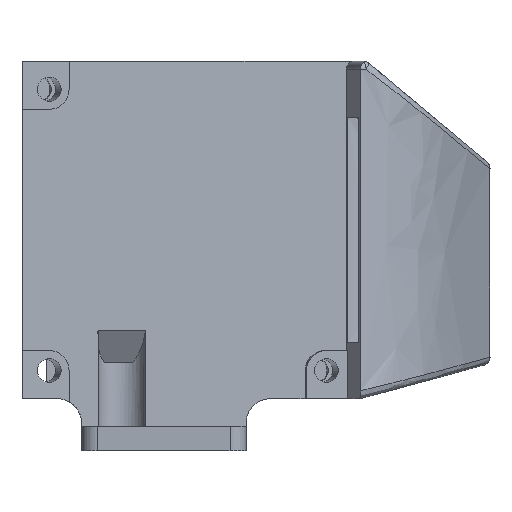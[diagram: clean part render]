
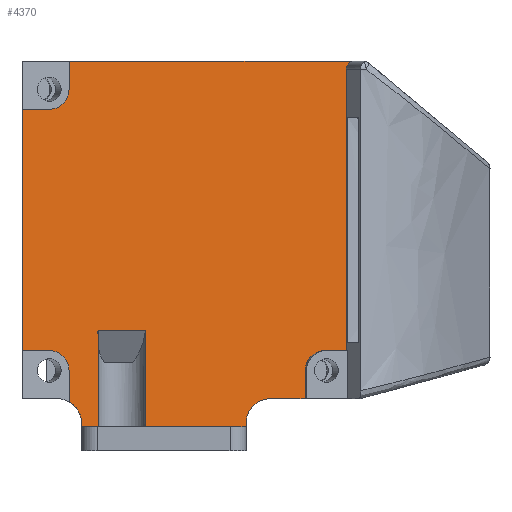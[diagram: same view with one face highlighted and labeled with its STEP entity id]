
A CAD part, left-side view. The second image highlights one B-rep face of the part: STEP entity #4370.
In plain terms, the highlighted planar face has unit normal (-0.985, -0.174, 0).
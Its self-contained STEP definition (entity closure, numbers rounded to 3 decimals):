
#237=PLANE('',#4660);
#379=FACE_OUTER_BOUND('',#627,.T.);
#627=EDGE_LOOP('',(#3089,#3090,#3091,#3092,#3093,#3094,#3095,#3096,#3097,
#3098,#3099,#3100,#3101,#3102,#3103,#3104,#3105,#3106,#3107,#3108,#3109,
#3110,#3111,#3112,#3113));
#902=CIRCLE('',#4661,2.5);
#903=CIRCLE('',#4662,1.);
#904=CIRCLE('',#4663,2.5);
#905=CIRCLE('',#4664,2.5);
#1012=LINE('',#6088,#1419);
#1020=LINE('',#6105,#1427);
#1074=LINE('',#6260,#1481);
#1078=LINE('',#6271,#1485);
#1079=LINE('',#6278,#1486);
#1081=LINE('',#6286,#1488);
#1082=LINE('',#6287,#1489);
#1083=LINE('',#6288,#1490);
#1084=LINE('',#6290,#1491);
#1085=LINE('',#6294,#1492);
#1086=LINE('',#6296,#1493);
#1087=LINE('',#6300,#1494);
#1088=LINE('',#6302,#1495);
#1089=LINE('',#6306,#1496);
#1090=LINE('',#6308,#1497);
#1091=LINE('',#6310,#1498);
#1092=LINE('',#6313,#1499);
#1093=LINE('',#6315,#1500);
#1094=LINE('',#6316,#1501);
#1419=VECTOR('',#4977,10.);
#1427=VECTOR('',#4987,10.);
#1481=VECTOR('',#5121,10.);
#1485=VECTOR('',#5131,10.);
#1486=VECTOR('',#5140,10.);
#1488=VECTOR('',#5148,10.);
#1489=VECTOR('',#5149,10.);
#1490=VECTOR('',#5150,10.);
#1491=VECTOR('',#5151,10.);
#1492=VECTOR('',#5154,10.);
#1493=VECTOR('',#5155,10.);
#1494=VECTOR('',#5158,10.);
#1495=VECTOR('',#5159,10.);
#1496=VECTOR('',#5162,10.);
#1497=VECTOR('',#5163,10.);
#1498=VECTOR('',#5164,10.);
#1499=VECTOR('',#5167,10.);
#1500=VECTOR('',#5168,10.);
#1501=VECTOR('',#5169,10.);
#1822=ELLIPSE('',#4606,3.046,3.);
#1830=ELLIPSE('',#4621,3.046,3.);
#1849=VERTEX_POINT('',#6070);
#1850=VERTEX_POINT('',#6072);
#1856=VERTEX_POINT('',#6086);
#1863=VERTEX_POINT('',#6102);
#1864=VERTEX_POINT('',#6104);
#1897=VERTEX_POINT('',#6177);
#1925=VERTEX_POINT('',#6259);
#1926=VERTEX_POINT('',#6264);
#1929=VERTEX_POINT('',#6269);
#1930=VERTEX_POINT('',#6275);
#1931=VERTEX_POINT('',#6276);
#1934=VERTEX_POINT('',#6285);
#1935=VERTEX_POINT('',#6289);
#1936=VERTEX_POINT('',#6291);
#1937=VERTEX_POINT('',#6293);
#1938=VERTEX_POINT('',#6295);
#1939=VERTEX_POINT('',#6297);
#1940=VERTEX_POINT('',#6299);
#1941=VERTEX_POINT('',#6301);
#1942=VERTEX_POINT('',#6303);
#1943=VERTEX_POINT('',#6305);
#1944=VERTEX_POINT('',#6307);
#1945=VERTEX_POINT('',#6309);
#1946=VERTEX_POINT('',#6311);
#1947=VERTEX_POINT('',#6314);
#2284=EDGE_CURVE('',#1850,#1849,#1822,.F.);
#2292=EDGE_CURVE('',#1856,#1849,#1012,.T.);
#2300=EDGE_CURVE('',#1863,#1864,#1020,.T.);
#2336=EDGE_CURVE('',#1864,#1897,#1830,.T.);
#2378=EDGE_CURVE('',#1925,#1897,#1074,.T.);
#2384=EDGE_CURVE('',#1929,#1926,#1078,.T.);
#2387=EDGE_CURVE('',#1930,#1931,#1079,.T.);
#2390=EDGE_CURVE('',#1929,#1934,#1081,.T.);
#2391=EDGE_CURVE('',#1931,#1934,#1082,.T.);
#2392=EDGE_CURVE('',#1925,#1930,#1083,.T.);
#2393=EDGE_CURVE('',#1863,#1935,#1084,.T.);
#2394=EDGE_CURVE('',#1935,#1936,#902,.T.);
#2395=EDGE_CURVE('',#1936,#1937,#1085,.T.);
#2396=EDGE_CURVE('',#1937,#1938,#1086,.T.);
#2397=EDGE_CURVE('',#1939,#1938,#903,.F.);
#2398=EDGE_CURVE('',#1940,#1939,#1087,.T.);
#2399=EDGE_CURVE('',#1940,#1941,#1088,.T.);
#2400=EDGE_CURVE('',#1941,#1942,#904,.T.);
#2401=EDGE_CURVE('',#1942,#1943,#1089,.T.);
#2402=EDGE_CURVE('',#1944,#1943,#1090,.T.);
#2403=EDGE_CURVE('',#1944,#1945,#1091,.T.);
#2404=EDGE_CURVE('',#1945,#1946,#905,.T.);
#2405=EDGE_CURVE('',#1946,#1850,#1092,.T.);
#2406=EDGE_CURVE('',#1947,#1856,#1093,.T.);
#2407=EDGE_CURVE('',#1947,#1926,#1094,.T.);
#3089=ORIENTED_EDGE('',*,*,#2390,.T.);
#3090=ORIENTED_EDGE('',*,*,#2391,.F.);
#3091=ORIENTED_EDGE('',*,*,#2387,.F.);
#3092=ORIENTED_EDGE('',*,*,#2392,.F.);
#3093=ORIENTED_EDGE('',*,*,#2378,.T.);
#3094=ORIENTED_EDGE('',*,*,#2336,.F.);
#3095=ORIENTED_EDGE('',*,*,#2300,.F.);
#3096=ORIENTED_EDGE('',*,*,#2393,.T.);
#3097=ORIENTED_EDGE('',*,*,#2394,.T.);
#3098=ORIENTED_EDGE('',*,*,#2395,.T.);
#3099=ORIENTED_EDGE('',*,*,#2396,.T.);
#3100=ORIENTED_EDGE('',*,*,#2397,.F.);
#3101=ORIENTED_EDGE('',*,*,#2398,.F.);
#3102=ORIENTED_EDGE('',*,*,#2399,.T.);
#3103=ORIENTED_EDGE('',*,*,#2400,.T.);
#3104=ORIENTED_EDGE('',*,*,#2401,.T.);
#3105=ORIENTED_EDGE('',*,*,#2402,.F.);
#3106=ORIENTED_EDGE('',*,*,#2403,.T.);
#3107=ORIENTED_EDGE('',*,*,#2404,.T.);
#3108=ORIENTED_EDGE('',*,*,#2405,.T.);
#3109=ORIENTED_EDGE('',*,*,#2284,.T.);
#3110=ORIENTED_EDGE('',*,*,#2292,.F.);
#3111=ORIENTED_EDGE('',*,*,#2406,.F.);
#3112=ORIENTED_EDGE('',*,*,#2407,.T.);
#3113=ORIENTED_EDGE('',*,*,#2384,.F.);
#4370=ADVANCED_FACE('',(#379),#237,.T.);
#4606=AXIS2_PLACEMENT_3D('',#6073,#4964,#4965);
#4621=AXIS2_PLACEMENT_3D('',#6178,#5037,#5038);
#4660=AXIS2_PLACEMENT_3D('',#6284,#5146,#5147);
#4661=AXIS2_PLACEMENT_3D('',#6292,#5152,#5153);
#4662=AXIS2_PLACEMENT_3D('',#6298,#5156,#5157);
#4663=AXIS2_PLACEMENT_3D('',#6304,#5160,#5161);
#4664=AXIS2_PLACEMENT_3D('',#6312,#5165,#5166);
#4964=DIRECTION('center_axis',(-0.985,-0.174,0.));
#4965=DIRECTION('ref_axis',(0.174,-0.985,0.));
#4977=DIRECTION('',(0.,0.,1.));
#4987=DIRECTION('',(-0.174,0.985,0.));
#5037=DIRECTION('center_axis',(-0.985,-0.174,0.));
#5038=DIRECTION('ref_axis',(-0.174,0.985,0.));
#5121=DIRECTION('',(0.,0.,1.));
#5131=DIRECTION('',(-0.174,0.985,0.));
#5140=DIRECTION('',(-0.174,0.985,0.));
#5146=DIRECTION('center_axis',(-0.985,-0.174,0.));
#5147=DIRECTION('ref_axis',(-0.174,0.985,0.));
#5148=DIRECTION('',(0.,0.,-1.));
#5149=DIRECTION('',(-0.174,0.985,0.));
#5150=DIRECTION('',(-0.174,0.985,0.));
#5151=DIRECTION('',(0.,0.,1.));
#5152=DIRECTION('center_axis',(0.985,0.174,0.));
#5153=DIRECTION('ref_axis',(0.,0.,1.));
#5154=DIRECTION('',(0.174,-0.985,0.));
#5155=DIRECTION('',(0.,0.,1.));
#5156=DIRECTION('center_axis',(0.985,0.174,0.));
#5157=DIRECTION('ref_axis',(-0.123,0.696,0.707));
#5158=DIRECTION('',(0.174,-0.985,0.));
#5159=DIRECTION('',(0.,0.,-1.));
#5160=DIRECTION('center_axis',(0.985,0.174,0.));
#5161=DIRECTION('ref_axis',(0.,0.,
-1.));
#5162=DIRECTION('',(-0.174,0.985,0.));
#5163=DIRECTION('',(0.,0.,1.));
#5164=DIRECTION('',(0.174,-0.985,0.));
#5165=DIRECTION('center_axis',(0.985,0.174,0.));
#5166=DIRECTION('ref_axis',(0.174,-0.985,0.));
#5167=DIRECTION('',(0.,0.,-1.));
#5168=DIRECTION('',(-0.174,0.985,0.));
#5169=DIRECTION('',(0.,0.,1.));
#6070=CARTESIAN_POINT('',(-28.442,-4.4,19.5));
#6072=CARTESIAN_POINT('',(-28.746,-2.678,22.214));
#6073=CARTESIAN_POINT('Origin',(-28.971,-1.4,19.5));
#6086=CARTESIAN_POINT('',(-28.442,-4.4,19.));
#6088=CARTESIAN_POINT('',(-28.442,-4.4,16.));
#6102=CARTESIAN_POINT('',(-23.536,-32.222,22.5));
#6104=CARTESIAN_POINT('',(-24.303,-27.875,22.5));
#6105=CARTESIAN_POINT('',(-28.746,-2.678,22.5));
#6177=CARTESIAN_POINT('',(-24.832,-24.875,19.5));
#6178=CARTESIAN_POINT('Origin',(-24.303,-27.875,19.5));
#6259=CARTESIAN_POINT('',(-24.832,-24.875,19.));
#6260=CARTESIAN_POINT('',(-24.832,-24.875,16.));
#6264=CARTESIAN_POINT('',(-28.079,-6.456,31.));
#6269=CARTESIAN_POINT('',(-27.038,-12.364,31.));
#6271=CARTESIAN_POINT('',(-24.72,-25.509,31.));
#6275=CARTESIAN_POINT('',(-25.569,-20.696,19.));
#6276=CARTESIAN_POINT('',(-26.47,-15.582,19.));
#6278=CARTESIAN_POINT('',(-28.746,-2.678,19.));
#6284=CARTESIAN_POINT('Origin',(-22.668,-37.146,63.5));
#6285=CARTESIAN_POINT('',(-27.038,-12.364,19.));
#6286=CARTESIAN_POINT('',(-27.038,-12.364,19.));
#6287=CARTESIAN_POINT('',(-26.835,-13.513,19.));
#6288=CARTESIAN_POINT('',(-26.101,-17.678,19.));
#6289=CARTESIAN_POINT('',(-23.536,-32.222,26.));
#6290=CARTESIAN_POINT('',(-23.536,-32.222,44.75));
#6291=CARTESIAN_POINT('',(-23.102,-34.684,28.5));
#6292=CARTESIAN_POINT('Origin',(-23.102,-34.684,26.));
#6293=CARTESIAN_POINT('',(-22.633,-37.343,28.5));
#6294=CARTESIAN_POINT('',(-22.651,-37.244,28.5));
#6295=CARTESIAN_POINT('',(-22.633,-37.343,63.5));
#6296=CARTESIAN_POINT('',(-22.633,-37.343,63.5));
#6297=CARTESIAN_POINT('',(-22.46,-38.328,64.5));
#6298=CARTESIAN_POINT('Origin',(-22.46,-38.328,63.5));
#6299=CARTESIAN_POINT('',(-28.746,-2.678,64.5));
#6300=CARTESIAN_POINT('',(-28.746,-2.678,64.5));
#6301=CARTESIAN_POINT('',(-28.746,-2.678,61.));
#6302=CARTESIAN_POINT('',(-28.746,-2.678,62.25));
#6303=CARTESIAN_POINT('',(-29.18,-0.216,58.5));
#6304=CARTESIAN_POINT('Origin',(-29.18,-0.216,61.));
#6305=CARTESIAN_POINT('',(-29.747,3.,58.5));
#6306=CARTESIAN_POINT('',(-26.207,-17.073,58.5));
#6307=CARTESIAN_POINT('',(-29.747,3.,28.5));
#6308=CARTESIAN_POINT('',(-29.747,3.,63.5));
#6309=CARTESIAN_POINT('',(-29.18,-0.216,28.5));
#6310=CARTESIAN_POINT('',(-25.924,-18.681,28.5));
#6311=CARTESIAN_POINT('',(-28.746,-2.678,26.));
#6312=CARTESIAN_POINT('Origin',(-29.18,-0.216,26.));
#6313=CARTESIAN_POINT('',(-28.746,-2.678,43.));
#6314=CARTESIAN_POINT('',(-28.079,-6.456,19.));
#6315=CARTESIAN_POINT('',(-27.537,-9.53,19.));
#6316=CARTESIAN_POINT('',(-28.079,-6.456,19.));
